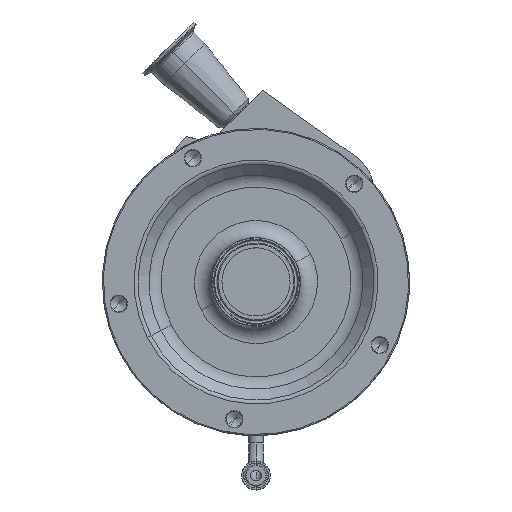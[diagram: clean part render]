
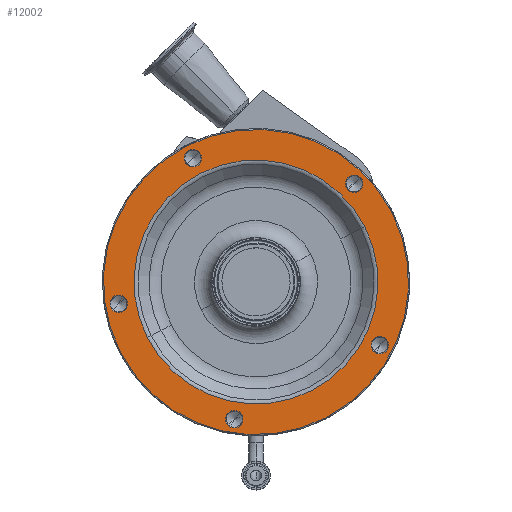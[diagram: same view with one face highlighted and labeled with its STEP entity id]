
A CAD part, top view. The second image highlights one B-rep face of the part: STEP entity #12002.
In plain terms, the highlighted planar face has unit normal (0, 0, 1).
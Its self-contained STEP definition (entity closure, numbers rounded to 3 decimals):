
#206 = AXIS2_PLACEMENT_3D ( 'NONE', #7898, #520, #4303 ) ;
#242 = CARTESIAN_POINT ( 'NONE',  ( 95.401, 48.609, 250.5 ) ) ;
#255 = ORIENTED_EDGE ( 'NONE', *, *, #7358, .F. ) ;
#365 = CARTESIAN_POINT ( 'NONE',  ( -55.387, 108.703, 250.5 ) ) ;
#516 = DIRECTION ( 'NONE',  ( 0., 0., -1. ) ) ;
#520 = DIRECTION ( 'NONE',  ( 0., 0., -1. ) ) ;
#672 = DIRECTION ( 'NONE',  ( -0.891, -0.454, 0. ) ) ;
#761 = CARTESIAN_POINT ( 'NONE',  ( -120.498, -19.085, 250.5 ) ) ;
#811 = DIRECTION ( 'NONE',  ( 0., 0., -1. ) ) ;
#836 = CARTESIAN_POINT ( 'NONE',  ( 0., 0., 250.5 ) ) ;
#1028 = AXIS2_PLACEMENT_3D ( 'NONE', #11979, #2650, #1839 ) ;
#1154 = EDGE_LOOP ( 'NONE', ( #10141, #3691 ) ) ;
#1304 = EDGE_CURVE ( 'NONE', #1318, #11360, #8584, .T. ) ;
#1318 = VERTEX_POINT ( 'NONE', #4585 ) ;
#1397 = DIRECTION ( 'NONE',  ( -0.891, -0.454, 0. ) ) ;
#1466 = CARTESIAN_POINT ( 'NONE',  ( 0., 0., 250.5 ) ) ;
#1557 = EDGE_LOOP ( 'NONE', ( #10971, #1925 ) ) ;
#1601 = CARTESIAN_POINT ( 'NONE',  ( -55.387, 108.703, 250.5 ) ) ;
#1682 = ORIENTED_EDGE ( 'NONE', *, *, #5644, .T. ) ;
#1772 = FACE_BOUND ( 'NONE', #5978, .T. ) ;
#1773 = DIRECTION ( 'NONE',  ( -0.891, -0.454, 0. ) ) ;
#1779 = AXIS2_PLACEMENT_3D ( 'NONE', #365, #8002, #7009 ) ;
#1839 = DIRECTION ( 'NONE',  ( 0., -1., 0. ) ) ;
#1925 = ORIENTED_EDGE ( 'NONE', *, *, #1304, .T. ) ;
#1934 = CARTESIAN_POINT ( 'NONE',  ( -120.498, -19.085, 250.5 ) ) ;
#2064 = VERTEX_POINT ( 'NONE', #5020 ) ;
#2070 = EDGE_CURVE ( 'NONE', #2064, #6189, #3122, .T. ) ;
#2130 = AXIS2_PLACEMENT_3D ( 'NONE', #5918, #9727, #4072 ) ;
#2338 = CIRCLE ( 'NONE', #10090, 134. ) ;
#2432 = CIRCLE ( 'NONE', #6971, 7.644 ) ;
#2482 = EDGE_CURVE ( 'NONE', #6189, #2064, #6820, .T. ) ;
#2650 = DIRECTION ( 'NONE',  ( 0., 0., -1. ) ) ;
#2902 = CIRCLE ( 'NONE', #7451, 134. ) ;
#3011 = CIRCLE ( 'NONE', #10357, 7.644 ) ;
#3114 = DIRECTION ( 'NONE',  ( 0., 0., -1. ) ) ;
#3122 = CIRCLE ( 'NONE', #4686, 7.644 ) ;
#3186 = VERTEX_POINT ( 'NONE', #8112 ) ;
#3517 = FACE_OUTER_BOUND ( 'NONE', #8061, .T. ) ;
#3691 = ORIENTED_EDGE ( 'NONE', *, *, #2070, .T. ) ;
#3739 = CARTESIAN_POINT ( 'NONE',  ( 115.513, -51.917, 250.5 ) ) ;
#4072 = DIRECTION ( 'NONE',  ( -0.891, -0.454, 0. ) ) ;
#4216 = CARTESIAN_POINT ( 'NONE',  ( 108.703, -55.387, 250.5 ) ) ;
#4292 = ORIENTED_EDGE ( 'NONE', *, *, #10335, .T. ) ;
#4303 = DIRECTION ( 'NONE',  ( -0.891, -0.454, 0. ) ) ;
#4347 = VERTEX_POINT ( 'NONE', #5219 ) ;
#4385 = PLANE ( 'NONE',  #1028 ) ;
#4498 = FACE_BOUND ( 'NONE', #10138, .T. ) ;
#4538 = DIRECTION ( 'NONE',  ( 0., 0., -1. ) ) ;
#4554 = CIRCLE ( 'NONE', #11127, 107.071 ) ;
#4585 = CARTESIAN_POINT ( 'NONE',  ( 79.456, 82.797, 250.5 ) ) ;
#4686 = AXIS2_PLACEMENT_3D ( 'NONE', #4216, #10816, #10691 ) ;
#4781 = CARTESIAN_POINT ( 'NONE',  ( -119.395, -60.835, 250.5 ) ) ;
#4858 = CARTESIAN_POINT ( 'NONE',  ( -48.576, 112.173, 250.5 ) ) ;
#5020 = CARTESIAN_POINT ( 'NONE',  ( 101.892, -58.857, 250.5 ) ) ;
#5219 = CARTESIAN_POINT ( 'NONE',  ( -127.309, -22.555, 250.5 ) ) ;
#5445 = CARTESIAN_POINT ( 'NONE',  ( 108.703, -55.387, 250.5 ) ) ;
#5579 = VERTEX_POINT ( 'NONE', #10979 ) ;
#5616 = VERTEX_POINT ( 'NONE', #10220 ) ;
#5644 = EDGE_CURVE ( 'NONE', #5579, #11522, #4554, .T. ) ;
#5918 = CARTESIAN_POINT ( 'NONE',  ( -19.085, -120.498, 250.5 ) ) ;
#5951 = CARTESIAN_POINT ( 'NONE',  ( 93.078, 89.737, 250.5 ) ) ;
#5978 = EDGE_LOOP ( 'NONE', ( #6620, #11568 ) ) ;
#6016 = DIRECTION ( 'NONE',  ( -0.891, -0.454, 0. ) ) ;
#6134 = EDGE_LOOP ( 'NONE', ( #10093, #6371 ) ) ;
#6189 = VERTEX_POINT ( 'NONE', #3739 ) ;
#6299 = DIRECTION ( 'NONE',  ( 0., 0., -1. ) ) ;
#6332 = VERTEX_POINT ( 'NONE', #4858 ) ;
#6371 = ORIENTED_EDGE ( 'NONE', *, *, #9518, .T. ) ;
#6394 = VERTEX_POINT ( 'NONE', #8027 ) ;
#6411 = CARTESIAN_POINT ( 'NONE',  ( 0., 0., 250.5 ) ) ;
#6427 = EDGE_CURVE ( 'NONE', #11360, #1318, #6535, .T. ) ;
#6532 = AXIS2_PLACEMENT_3D ( 'NONE', #1934, #11491, #8617 ) ;
#6535 = CIRCLE ( 'NONE', #206, 7.644 ) ;
#6620 = ORIENTED_EDGE ( 'NONE', *, *, #12179, .T. ) ;
#6627 = VERTEX_POINT ( 'NONE', #4781 ) ;
#6820 = CIRCLE ( 'NONE', #9597, 7.644 ) ;
#6971 = AXIS2_PLACEMENT_3D ( 'NONE', #7894, #516, #1397 ) ;
#7009 = DIRECTION ( 'NONE',  ( -0.891, -0.454, 0. ) ) ;
#7232 = DIRECTION ( 'NONE',  ( 0., 0., -1. ) ) ;
#7269 = EDGE_LOOP ( 'NONE', ( #4292, #7919 ) ) ;
#7324 = CIRCLE ( 'NONE', #1779, 7.644 ) ;
#7358 = EDGE_CURVE ( 'NONE', #6627, #9574, #2338, .T. ) ;
#7451 = AXIS2_PLACEMENT_3D ( 'NONE', #10644, #3114, #6016 ) ;
#7894 = CARTESIAN_POINT ( 'NONE',  ( -19.085, -120.498, 250.5 ) ) ;
#7898 = CARTESIAN_POINT ( 'NONE',  ( 86.267, 86.267, 250.5 ) ) ;
#7919 = ORIENTED_EDGE ( 'NONE', *, *, #8567, .T. ) ;
#8002 = DIRECTION ( 'NONE',  ( 0., 0., -1. ) ) ;
#8027 = CARTESIAN_POINT ( 'NONE',  ( -113.687, -15.615, 250.5 ) ) ;
#8061 = EDGE_LOOP ( 'NONE', ( #255, #8664 ) ) ;
#8112 = CARTESIAN_POINT ( 'NONE',  ( -62.197, 105.233, 250.5 ) ) ;
#8118 = EDGE_CURVE ( 'NONE', #9574, #6627, #2902, .T. ) ;
#8165 = FACE_BOUND ( 'NONE', #6134, .T. ) ;
#8286 = EDGE_CURVE ( 'NONE', #5616, #11200, #11465, .T. ) ;
#8337 = DIRECTION ( 'NONE',  ( -0.891, -0.454, 0. ) ) ;
#8382 = DIRECTION ( 'NONE',  ( -0.891, -0.454, 0. ) ) ;
#8538 = CIRCLE ( 'NONE', #8748, 107.071 ) ;
#8567 = EDGE_CURVE ( 'NONE', #3186, #6332, #9109, .T. ) ;
#8584 = CIRCLE ( 'NONE', #11008, 7.644 ) ;
#8617 = DIRECTION ( 'NONE',  ( -0.891, -0.454, 0. ) ) ;
#8664 = ORIENTED_EDGE ( 'NONE', *, *, #8118, .F. ) ;
#8748 = AXIS2_PLACEMENT_3D ( 'NONE', #6411, #10229, #9170 ) ;
#9028 = DIRECTION ( 'NONE',  ( -0.891, -0.454, 0. ) ) ;
#9099 = FACE_BOUND ( 'NONE', #1154, .T. ) ;
#9109 = CIRCLE ( 'NONE', #12099, 7.644 ) ;
#9170 = DIRECTION ( 'NONE',  ( -0.891, -0.454, 0. ) ) ;
#9305 = ORIENTED_EDGE ( 'NONE', *, *, #11973, .T. ) ;
#9313 = CARTESIAN_POINT ( 'NONE',  ( 86.267, 86.267, 250.5 ) ) ;
#9518 = EDGE_CURVE ( 'NONE', #4347, #6394, #12309, .T. ) ;
#9574 = VERTEX_POINT ( 'NONE', #11303 ) ;
#9597 = AXIS2_PLACEMENT_3D ( 'NONE', #5445, #6299, #672 ) ;
#9727 = DIRECTION ( 'NONE',  ( 0., 0., -1. ) ) ;
#10090 = AXIS2_PLACEMENT_3D ( 'NONE', #836, #7232, #8337 ) ;
#10093 = ORIENTED_EDGE ( 'NONE', *, *, #12295, .T. ) ;
#10138 = EDGE_LOOP ( 'NONE', ( #1682, #9305 ) ) ;
#10141 = ORIENTED_EDGE ( 'NONE', *, *, #2482, .T. ) ;
#10216 = DIRECTION ( 'NONE',  ( 0., 0., -1. ) ) ;
#10220 = CARTESIAN_POINT ( 'NONE',  ( -25.896, -123.968, 250.5 ) ) ;
#10229 = DIRECTION ( 'NONE',  ( 0., 0., -1. ) ) ;
#10335 = EDGE_CURVE ( 'NONE', #6332, #3186, #7324, .T. ) ;
#10357 = AXIS2_PLACEMENT_3D ( 'NONE', #761, #10216, #8382 ) ;
#10644 = CARTESIAN_POINT ( 'NONE',  ( 0., 0., 250.5 ) ) ;
#10691 = DIRECTION ( 'NONE',  ( -0.891, -0.454, 0. ) ) ;
#10816 = DIRECTION ( 'NONE',  ( 0., 0., -1. ) ) ;
#10971 = ORIENTED_EDGE ( 'NONE', *, *, #6427, .T. ) ;
#10979 = CARTESIAN_POINT ( 'NONE',  ( -95.401, -48.609, 250.5 ) ) ;
#11008 = AXIS2_PLACEMENT_3D ( 'NONE', #9313, #811, #12304 ) ;
#11127 = AXIS2_PLACEMENT_3D ( 'NONE', #1466, #4538, #9028 ) ;
#11164 = FACE_BOUND ( 'NONE', #1557, .T. ) ;
#11200 = VERTEX_POINT ( 'NONE', #11975 ) ;
#11268 = DIRECTION ( 'NONE',  ( 0., 0., -1. ) ) ;
#11303 = CARTESIAN_POINT ( 'NONE',  ( 119.395, 60.835, 250.5 ) ) ;
#11360 = VERTEX_POINT ( 'NONE', #5951 ) ;
#11465 = CIRCLE ( 'NONE', #2130, 7.644 ) ;
#11491 = DIRECTION ( 'NONE',  ( 0., 0., -1. ) ) ;
#11522 = VERTEX_POINT ( 'NONE', #242 ) ;
#11568 = ORIENTED_EDGE ( 'NONE', *, *, #8286, .T. ) ;
#11973 = EDGE_CURVE ( 'NONE', #11522, #5579, #8538, .T. ) ;
#11975 = CARTESIAN_POINT ( 'NONE',  ( -12.274, -117.028, 250.5 ) ) ;
#11979 = CARTESIAN_POINT ( 'NONE',  ( -60.835, 119.395, 250.5 ) ) ;
#12002 = ADVANCED_FACE ( 'NONE', ( #4498, #12036, #8165, #1772, #9099, #11164, #3517 ), #4385, .F. ) ;
#12036 = FACE_BOUND ( 'NONE', #7269, .T. ) ;
#12099 = AXIS2_PLACEMENT_3D ( 'NONE', #1601, #11268, #1773 ) ;
#12179 = EDGE_CURVE ( 'NONE', #11200, #5616, #2432, .T. ) ;
#12295 = EDGE_CURVE ( 'NONE', #6394, #4347, #3011, .T. ) ;
#12304 = DIRECTION ( 'NONE',  ( -0.891, -0.454, 0. ) ) ;
#12309 = CIRCLE ( 'NONE', #6532, 7.644 ) ;
